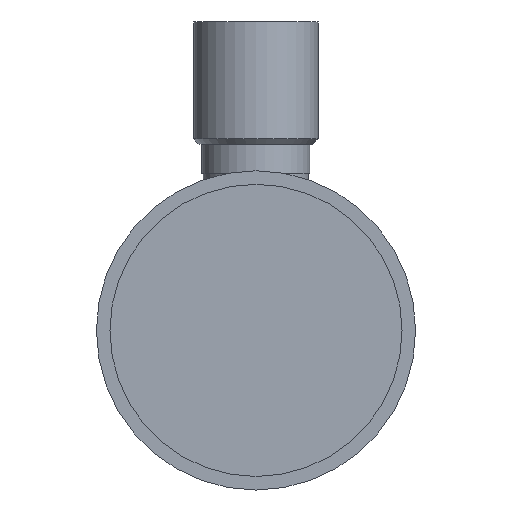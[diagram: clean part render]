
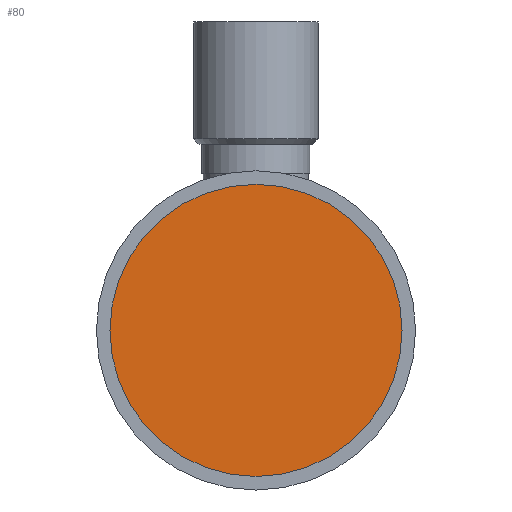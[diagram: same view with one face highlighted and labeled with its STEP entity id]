
A CAD part, front view. The second image highlights one B-rep face of the part: STEP entity #80.
In plain terms, the highlighted planar face has unit normal (0, -1, 0).
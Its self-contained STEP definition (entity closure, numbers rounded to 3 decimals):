
#80 = ADVANCED_FACE( '', ( #172 ), #173, .F. );
#172 = FACE_OUTER_BOUND( '', #257, .T. );
#173 = PLANE( '', #258 );
#257 = EDGE_LOOP( '', ( #372 ) );
#258 = AXIS2_PLACEMENT_3D( '', #373, #374, #375 );
#372 = ORIENTED_EDGE( '', *, *, #415, .F. );
#373 = CARTESIAN_POINT( '', ( 0., 33.7, 0. ) );
#374 = DIRECTION( '', ( 0., 1., 0. ) );
#375 = DIRECTION( '', ( 0., 0., 1. ) );
#415 = EDGE_CURVE( '', #472, #472, #473, .T. );
#472 = VERTEX_POINT( '', #623 );
#473 = CIRCLE( '', #624, 27. );
#623 = CARTESIAN_POINT( '', ( 27., 33.7, 0. ) );
#624 = AXIS2_PLACEMENT_3D( '', #681, #682, #683 );
#681 = CARTESIAN_POINT( '', ( 0., 33.7, 0. ) );
#682 = DIRECTION( '', ( 0., 1., 0. ) );
#683 = DIRECTION( '', ( 1., 0., 0. ) );
